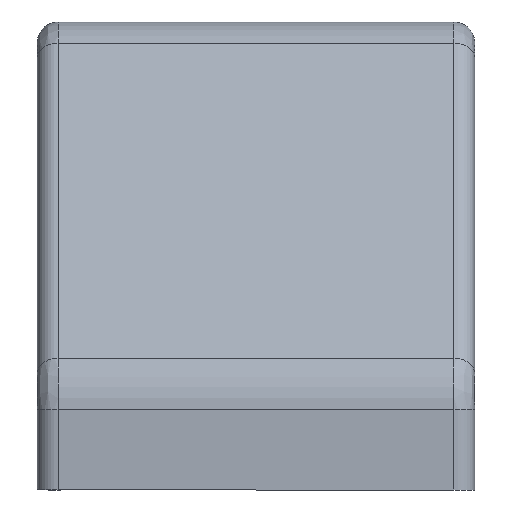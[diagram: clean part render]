
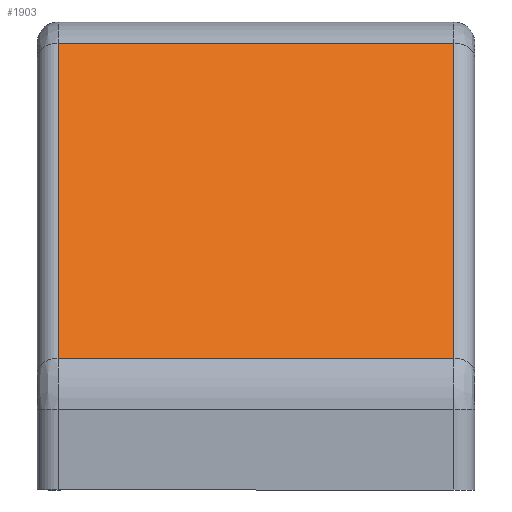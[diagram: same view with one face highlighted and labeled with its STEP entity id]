
A CAD part, front view. The second image highlights one B-rep face of the part: STEP entity #1903.
In plain terms, the highlighted planar face has unit normal (0, -0.707, 0.707).
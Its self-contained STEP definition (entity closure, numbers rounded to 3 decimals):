
#72 = VERTEX_POINT ( 'NONE', #848 ) ;
#126 = VECTOR ( 'NONE', #736, 1000. ) ;
#149 = DIRECTION ( 'NONE',  ( 0., 0.707, 0.707 ) ) ;
#351 = VERTEX_POINT ( 'NONE', #2010 ) ;
#353 = EDGE_CURVE ( 'NONE', #368, #72, #2326, .T. ) ;
#368 = VERTEX_POINT ( 'NONE', #1991 ) ;
#552 = VECTOR ( 'NONE', #1689, 1000. ) ;
#604 = LINE ( 'NONE', #2028, #2251 ) ;
#736 = DIRECTION ( 'NONE',  ( 0., -0.707, -0.707 ) ) ;
#848 = CARTESIAN_POINT ( 'NONE',  ( 19.1, -43.109, 12.708 ) ) ;
#957 = DIRECTION ( 'NONE',  ( 1., 0., 0. ) ) ;
#960 = ORIENTED_EDGE ( 'NONE', *, *, #1629, .F. ) ;
#967 = LINE ( 'NONE', #1497, #552 ) ;
#984 = AXIS2_PLACEMENT_3D ( 'NONE', #2321, #1952, #149 ) ;
#1008 = DIRECTION ( 'NONE',  ( 0., 0.707, 0.707 ) ) ;
#1148 = VERTEX_POINT ( 'NONE', #1171 ) ;
#1171 = CARTESIAN_POINT ( 'NONE',  ( -19.1, -12.708, 43.109 ) ) ;
#1197 = ORIENTED_EDGE ( 'NONE', *, *, #1849, .F. ) ;
#1497 = CARTESIAN_POINT ( 'NONE',  ( 21.1, -43.109, 12.708 ) ) ;
#1519 = ORIENTED_EDGE ( 'NONE', *, *, #2139, .F. ) ;
#1629 = EDGE_CURVE ( 'NONE', #72, #351, #967, .T. ) ;
#1689 = DIRECTION ( 'NONE',  ( -1., 0., 0. ) ) ;
#1744 = VECTOR ( 'NONE', #1008, 1000. ) ;
#1748 = PLANE ( 'NONE',  #984 ) ;
#1849 = EDGE_CURVE ( 'NONE', #351, #1148, #2124, .T. ) ;
#1903 = ADVANCED_FACE ( 'NONE', ( #2220 ), #1748, .F. ) ;
#1952 = DIRECTION ( 'NONE',  ( 0., 0.707, -0.707 ) ) ;
#1991 = CARTESIAN_POINT ( 'NONE',  ( 19.1, -12.708, 43.109 ) ) ;
#2010 = CARTESIAN_POINT ( 'NONE',  ( -19.1, -43.109, 12.708 ) ) ;
#2028 = CARTESIAN_POINT ( 'NONE',  ( 21.1, -12.708, 43.109 ) ) ;
#2060 = ORIENTED_EDGE ( 'NONE', *, *, #353, .F. ) ;
#2108 = CARTESIAN_POINT ( 'NONE',  ( -19.1, -12.708, 43.109 ) ) ;
#2124 = LINE ( 'NONE', #2108, #1744 ) ;
#2139 = EDGE_CURVE ( 'NONE', #1148, #368, #604, .T. ) ;
#2170 = CARTESIAN_POINT ( 'NONE',  ( 19.1, -12.708, 43.109 ) ) ;
#2220 = FACE_OUTER_BOUND ( 'NONE', #2232, .T. ) ;
#2232 = EDGE_LOOP ( 'NONE', ( #2060, #1519, #1197, #960 ) ) ;
#2251 = VECTOR ( 'NONE', #957, 1000. ) ;
#2321 = CARTESIAN_POINT ( 'NONE',  ( 21.1, -12.708, 43.109 ) ) ;
#2326 = LINE ( 'NONE', #2170, #126 ) ;
